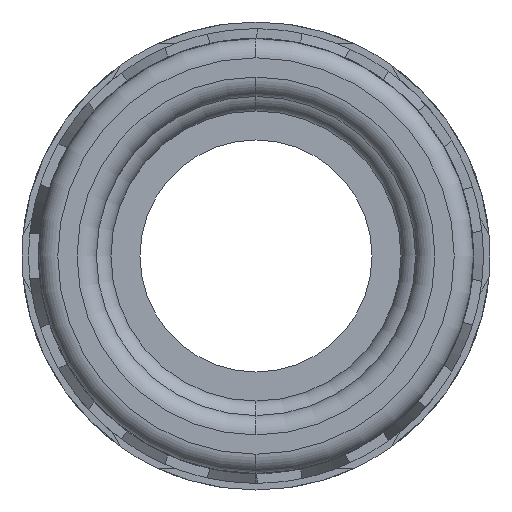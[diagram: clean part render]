
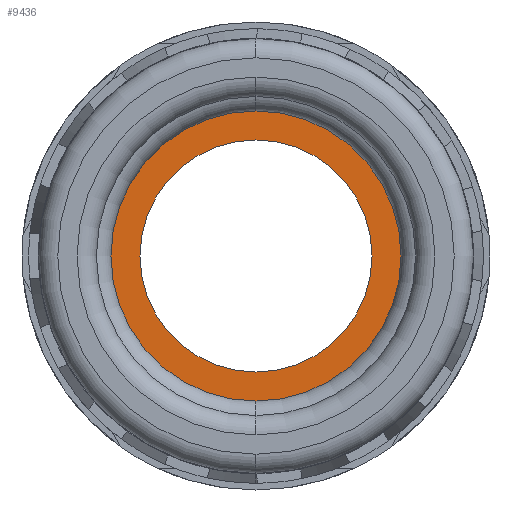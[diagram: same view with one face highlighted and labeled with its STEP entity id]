
A CAD part, left-side view. The second image highlights one B-rep face of the part: STEP entity #9436.
In plain terms, the highlighted planar face has unit normal (-1, 0, 0).
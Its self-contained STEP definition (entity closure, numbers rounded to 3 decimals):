
#129 = CIRCLE ( 'NONE', #7014, 8.25 ) ;
#485 = CARTESIAN_POINT ( 'NONE',  ( -89.75, 0., -6. ) ) ;
#2330 = CARTESIAN_POINT ( 'NONE',  ( -89.75, 0., 8.25 ) ) ;
#4939 = DIRECTION ( 'NONE',  ( -1., 0., 0. ) ) ;
#5376 = FACE_OUTER_BOUND ( 'NONE', #16797, .T. ) ;
#5389 = AXIS2_PLACEMENT_3D ( 'NONE', #19186, #8132, #21015 ) ;
#5549 = VERTEX_POINT ( 'NONE', #485 ) ;
#6502 = EDGE_CURVE ( 'NONE', #11816, #16109, #9473, .T. ) ;
#6893 = ORIENTED_EDGE ( 'NONE', *, *, #12778, .F. ) ;
#7014 = AXIS2_PLACEMENT_3D ( 'NONE', #10049, #22942, #11894 ) ;
#7584 = ORIENTED_EDGE ( 'NONE', *, *, #6502, .T. ) ;
#7787 = EDGE_CURVE ( 'NONE', #20467, #5549, #16948, .T. ) ;
#8132 = DIRECTION ( 'NONE',  ( -1., 0., 0. ) ) ;
#8963 = AXIS2_PLACEMENT_3D ( 'NONE', #20737, #9699, #22582 ) ;
#9436 = ADVANCED_FACE ( 'NONE', ( #10274, #5376 ), #10418, .T. ) ;
#9473 = CIRCLE ( 'NONE', #5389, 8.25 ) ;
#9480 = CARTESIAN_POINT ( 'NONE',  ( -89.75, 0., 0. ) ) ;
#9699 = DIRECTION ( 'NONE',  ( -1., 0., 0. ) ) ;
#10049 = CARTESIAN_POINT ( 'NONE',  ( -89.75, 0., 0. ) ) ;
#10274 = FACE_BOUND ( 'NONE', #14602, .T. ) ;
#10418 = PLANE ( 'NONE',  #19492 ) ;
#11323 = DIRECTION ( 'NONE',  ( 0., 0., 1. ) ) ;
#11816 = VERTEX_POINT ( 'NONE', #2330 ) ;
#11894 = DIRECTION ( 'NONE',  ( 0., 0., 1. ) ) ;
#12267 = CARTESIAN_POINT ( 'NONE',  ( -89.75, 0., 0. ) ) ;
#12279 = ORIENTED_EDGE ( 'NONE', *, *, #14006, .T. ) ;
#12778 = EDGE_CURVE ( 'NONE', #5549, #20467, #15978, .T. ) ;
#14006 = EDGE_CURVE ( 'NONE', #16109, #11816, #129, .T. ) ;
#14579 = ORIENTED_EDGE ( 'NONE', *, *, #7787, .F. ) ;
#14602 = EDGE_LOOP ( 'NONE', ( #14579, #6893 ) ) ;
#15978 = CIRCLE ( 'NONE', #23689, 6. ) ;
#16109 = VERTEX_POINT ( 'NONE', #18444 ) ;
#16797 = EDGE_LOOP ( 'NONE', ( #7584, #12279 ) ) ;
#16948 = CIRCLE ( 'NONE', #8963, 6. ) ;
#17848 = DIRECTION ( 'NONE',  ( 0., 0., 1. ) ) ;
#18444 = CARTESIAN_POINT ( 'NONE',  ( -89.75, 0., -8.25 ) ) ;
#19186 = CARTESIAN_POINT ( 'NONE',  ( -89.75, 0., 0. ) ) ;
#19492 = AXIS2_PLACEMENT_3D ( 'NONE', #12267, #4939, #17848 ) ;
#20467 = VERTEX_POINT ( 'NONE', #22368 ) ;
#20737 = CARTESIAN_POINT ( 'NONE',  ( -89.75, 0., 0. ) ) ;
#21015 = DIRECTION ( 'NONE',  ( 0., 0., 1. ) ) ;
#22364 = DIRECTION ( 'NONE',  ( -1., 0., 0. ) ) ;
#22368 = CARTESIAN_POINT ( 'NONE',  ( -89.75, 0., 6. ) ) ;
#22582 = DIRECTION ( 'NONE',  ( 0., 0., 1. ) ) ;
#22942 = DIRECTION ( 'NONE',  ( -1., 0., 0. ) ) ;
#23689 = AXIS2_PLACEMENT_3D ( 'NONE', #9480, #22364, #11323 ) ;
